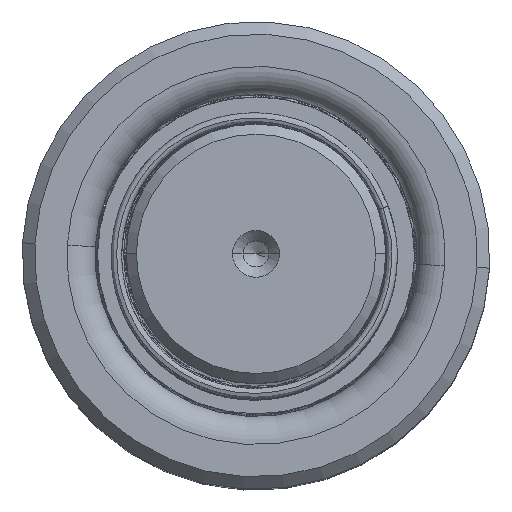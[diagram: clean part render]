
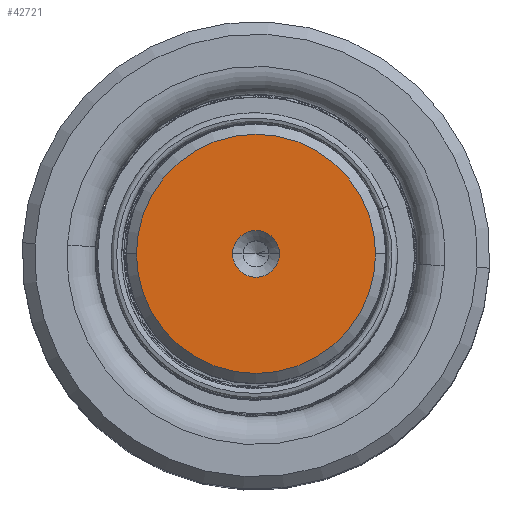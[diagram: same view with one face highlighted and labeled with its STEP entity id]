
A CAD part, top view. The second image highlights one B-rep face of the part: STEP entity #42721.
In plain terms, the highlighted planar face has unit normal (0, 0, 1).
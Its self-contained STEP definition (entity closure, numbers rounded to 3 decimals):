
#1252 = AXIS2_PLACEMENT_3D ( 'NONE', #4949, #31305, #12514 ) ;
#4507 = DIRECTION ( 'NONE',  ( 1., 0., 0. ) ) ;
#4719 = CIRCLE ( 'NONE', #31600, 11.509 ) ;
#4949 = CARTESIAN_POINT ( 'NONE',  ( 0., 0., 150. ) ) ;
#5359 = DIRECTION ( 'NONE',  ( 0., 0., 1. ) ) ;
#7012 = CARTESIAN_POINT ( 'NONE',  ( -2.25, 0., 150. ) ) ;
#9181 = DIRECTION ( 'NONE',  ( 1., 0., 0. ) ) ;
#9396 = AXIS2_PLACEMENT_3D ( 'NONE', #24840, #32060, #24513 ) ;
#11542 = CIRCLE ( 'NONE', #9396, 2.25 ) ;
#11996 = EDGE_LOOP ( 'NONE', ( #33205, #29817 ) ) ;
#12514 = DIRECTION ( 'NONE',  ( 1., 0., 0. ) ) ;
#14914 = EDGE_CURVE ( 'NONE', #45467, #36829, #4719, .T. ) ;
#15311 = VERTEX_POINT ( 'NONE', #16871 ) ;
#15790 = EDGE_CURVE ( 'NONE', #15311, #20972, #38880, .T. ) ;
#16871 = CARTESIAN_POINT ( 'NONE',  ( 2.25, 0., 150. ) ) ;
#18258 = CARTESIAN_POINT ( 'NONE',  ( 11.509, 0., 150. ) ) ;
#19148 = ORIENTED_EDGE ( 'NONE', *, *, #15790, .F. ) ;
#20972 = VERTEX_POINT ( 'NONE', #7012 ) ;
#24037 = EDGE_LOOP ( 'NONE', ( #19148, #28109 ) ) ;
#24513 = DIRECTION ( 'NONE',  ( 1., 0., 0. ) ) ;
#24840 = CARTESIAN_POINT ( 'NONE',  ( 0., 0., 150. ) ) ;
#27587 = CARTESIAN_POINT ( 'NONE',  ( 0., 0., 150. ) ) ;
#27619 = CARTESIAN_POINT ( 'NONE',  ( 0., 0., 150. ) ) ;
#28109 = ORIENTED_EDGE ( 'NONE', *, *, #38117, .F. ) ;
#28705 = AXIS2_PLACEMENT_3D ( 'NONE', #27587, #30858, #4507 ) ;
#29817 = ORIENTED_EDGE ( 'NONE', *, *, #14914, .T. ) ;
#30635 = CIRCLE ( 'NONE', #28705, 11.509 ) ;
#30858 = DIRECTION ( 'NONE',  ( 0., 0., 1. ) ) ;
#31305 = DIRECTION ( 'NONE',  ( 0., 0., 1. ) ) ;
#31600 = AXIS2_PLACEMENT_3D ( 'NONE', #32397, #32234, #9181 ) ;
#32060 = DIRECTION ( 'NONE',  ( 0., 0., 1. ) ) ;
#32234 = DIRECTION ( 'NONE',  ( 0., 0., 1. ) ) ;
#32397 = CARTESIAN_POINT ( 'NONE',  ( 0., 0., 150. ) ) ;
#32446 = AXIS2_PLACEMENT_3D ( 'NONE', #27619, #5359, #46753 ) ;
#33205 = ORIENTED_EDGE ( 'NONE', *, *, #46992, .T. ) ;
#34527 = PLANE ( 'NONE',  #32446 ) ;
#36829 = VERTEX_POINT ( 'NONE', #43341 ) ;
#38117 = EDGE_CURVE ( 'NONE', #20972, #15311, #11542, .T. ) ;
#38880 = CIRCLE ( 'NONE', #1252, 2.25 ) ;
#40916 = FACE_BOUND ( 'NONE', #24037, .T. ) ;
#42115 = FACE_OUTER_BOUND ( 'NONE', #11996, .T. ) ;
#42721 = ADVANCED_FACE ( 'NONE', ( #40916, #42115 ), #34527, .T. ) ;
#43341 = CARTESIAN_POINT ( 'NONE',  ( -11.509, 0., 150. ) ) ;
#45467 = VERTEX_POINT ( 'NONE', #18258 ) ;
#46753 = DIRECTION ( 'NONE',  ( 1., 0., 0. ) ) ;
#46992 = EDGE_CURVE ( 'NONE', #36829, #45467, #30635, .T. ) ;
